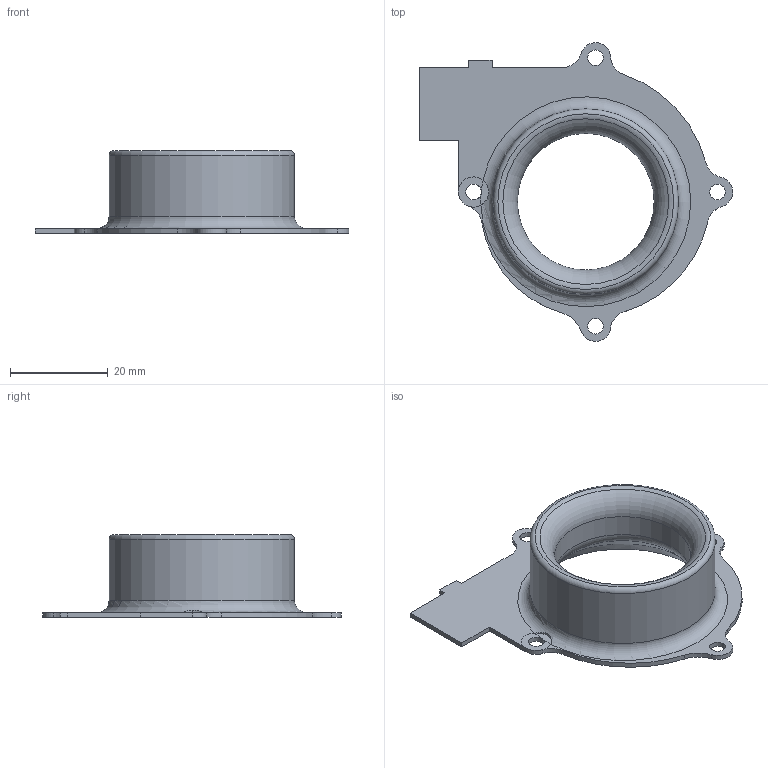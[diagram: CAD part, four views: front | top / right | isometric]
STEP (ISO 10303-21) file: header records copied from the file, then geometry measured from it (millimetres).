
FILE_DESCRIPTION(('FreeCAD Model'),'2;1');
FILE_NAME('Open CASCADE Shape Model','2023-10-24T16:01:34',(''),(''), 'Open CASCADE STEP processor 7.6','FreeCAD','Unknown');
FILE_SCHEMA(('AUTOMOTIVE_DESIGN { 1 0 10303 214 1 1 1 1 }'));
Length unit declared in the file: millimetre
Products named in the file (1): Intake
Bounding box: 64.2 x 61.19 x 17 mm (x, y, z)
Volume: 7791.4 mm3; surface area: 6493.5 mm2
Topology: 1 solids, 1 shells, 41 faces, 109 edges, 68 vertices
Faces by surface type: cylinder 22, plane 12, torus 5, revolution 1, cone 1
Full cylindrical faces by diameter (mm): 3.2 x4, 28 x1, 38 x1
Entity records: 1380 total; most frequent: CARTESIAN_POINT 266, DIRECTION 253, ORIENTED_EDGE 218, EDGE_CURVE 109, AXIS2_PLACEMENT_3D 103, VERTEX_POINT 68, CIRCLE 62, FACE_BOUND 49
